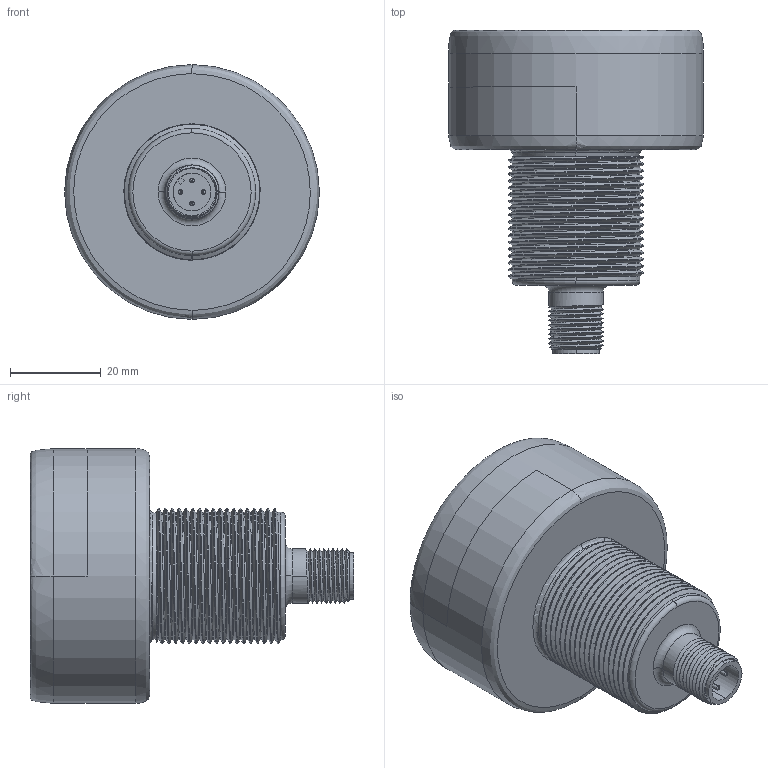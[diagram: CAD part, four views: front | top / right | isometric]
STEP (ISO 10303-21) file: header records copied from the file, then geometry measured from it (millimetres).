
FILE_DESCRIPTION((''),'2;1');
FILE_NAME('168710_SW','2012-10-17T',('banengservice'),('BANNER ENGINEERING'),'PRO/ENGINEER BY PARAMETRIC TECHNOLOGY CORPORATION, 2009141','PRO/ENGINEER BY PARAMETRIC TECHNOLOGY CORPORATION, 2009141','');
FILE_SCHEMA(('CONFIG_CONTROL_DESIGN'));
Length unit declared in the file: inch
Products named in the file (1): 168710_SW
Bounding box: 56 x 71.05 x 56 mm (x, y, z)
Volume: 82762.1 mm3; surface area: 14779.3 mm2
Topology: 1 solids, 1 shells, 132 faces, 334 edges, 214 vertices
Faces by surface type: cylinder 70, bspline 33, plane 18, torus 8, cone 3
Entity records: 17871 total; most frequent: CARTESIAN_POINT 14985, ORIENTED_EDGE 668, DIRECTION 466, EDGE_CURVE 334, VERTEX_POINT 214, AXIS2_PLACEMENT_3D 180, B_SPLINE_CURVE_WITH_KNOTS 147, EDGE_LOOP 142
